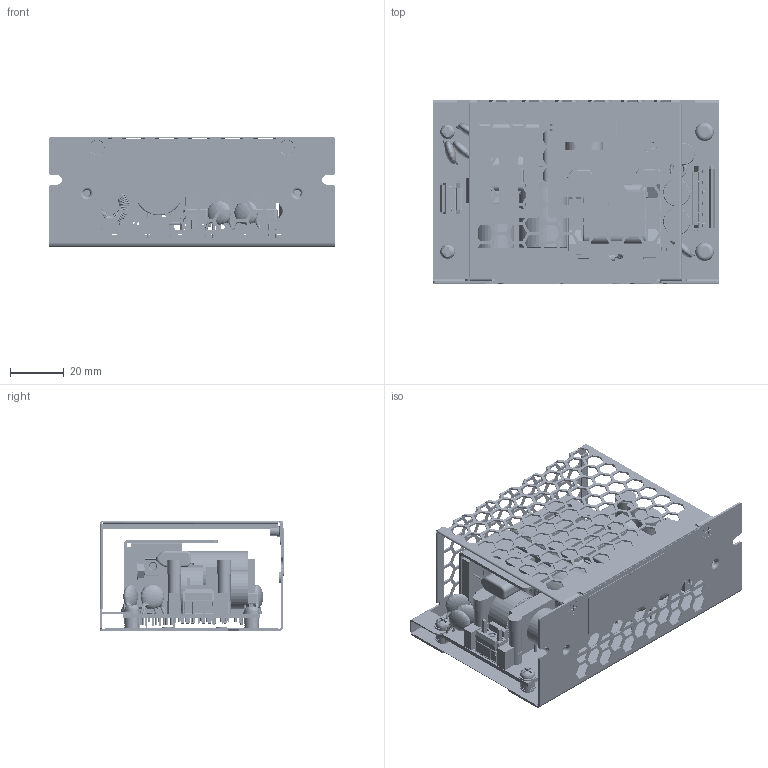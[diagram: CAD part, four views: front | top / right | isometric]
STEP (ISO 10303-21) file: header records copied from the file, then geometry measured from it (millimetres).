
FILE_DESCRIPTION((''),'2;1');
FILE_NAME('SPS6103_ASM201_ASM','2021-08-12T09:38:12',('FolsomT'),(''),'CREO PARAMETRIC BY PTC INC, 2017380','CREO PARAMETRIC BY PTC INC, 2017380','');
FILE_SCHEMA(('CONFIG_CONTROL_DESIGN'));
Length unit declared in the file: inch
Products named in the file (65): T100113572-LF_PCB; T100113572-LF_REV_P3_0816; PF561M016F110P; IHLP1212BZER3R3M11; 227DW322E-1P; 229REF022P_5X11; T100110826-LF_PCB; ATQ-2514; ATQ25_16_2F; T100113569-LF_ASM; SW-29D; SW-29D-1; P4EFD29_7; T100113570-LF_ASM; R46KI32200002K; T12_7X8X7_CORE; T100113566-LF_TAPE; T100113566-LF_WIRE; T100113566-LF_SPACER_FR4; T100113566-LF_INDUCTOR_ASM; T16X9X8_CORE; T100113567-LF_TAPE; T100113567-LF_WIRE; T100113567-LF_SPACER_FR4; T100113567-LF_INDUCTOR_ASM; 228AQ510KP; KM101M420K250A00HL; C-640445-6-AL-3D; C-641937-1-N-3D; R76PI2180DQ00J; B2B-ZR; FUSE_40014000000; LABEL; IPA60R120P7XKSA1_TO-220_3; T100113571_HEATSINK_ASM201; SUPPORT; T100113571_HEATSINK_ASM201_ASM; GBU8J-E3_45; SCREW_FLAT_M3X16; NUT_M3D125A_3 ...
Assembly tree (155 placements, depth 4):
  SPS6103_ASM201_ASM
    ASM201_OPEN_ASM
      T100113572-LF_PCB
      T100113572-LF_REV_P3_0816
      PF561M016F110P  x2
      IHLP1212BZER3R3M11
      227DW322E-1P  x6
      229REF022P_5X11
      T100110826-LF_PCB
      T100113569-LF_ASM
        ATQ-2514
        ATQ25_16_2F  x2
      T100113570-LF_ASM
        SW-29D
        SW-29D-1
        P4EFD29_7  x2
      R46KI32200002K  x2
      T100113566-LF_INDUCTOR_ASM
        T12_7X8X7_CORE
        T100113566-LF_TAPE
        T100113566-LF_WIRE  x38
        T100113566-LF_SPACER_FR4
      T100113567-LF_INDUCTOR_ASM
        T16X9X8_CORE
        T100113567-LF_TAPE
        T100113567-LF_WIRE  x38
        T100113567-LF_SPACER_FR4
      228AQ510KP
      KM101M420K250A00HL
      C-640445-6-AL-3D
      C-641937-1-N-3D
      R76PI2180DQ00J
      B2B-ZR
      FUSE_40014000000  x2
      LABEL
      IPA60R120P7XKSA1_TO-220_3
      T100113571_HEATSINK_ASM201_ASM
        T100113571_HEATSINK_ASM201
        SUPPORT
      GBU8J-E3_45
      SCREW_FLAT_M3X16
      M3_NUT_KIT_ASM
        NUT_M3D125A_3
        WASH_FLAT_M3D125A_3
      T100113568-LF_INDUCTOR
      1211_Q_F_TERMINAL
      3362P-1-101LF
      5X20_FUSE  x2
      CON-3_96-JST-P3-1
      CON-3_96-JST-P6
      PXC_1727023_02_MKDS-1-3-3-81_3D
      PXC_1727052_02_MKDS-1-6-3-81_3D
      CON-3_96-JST-P4
      PXC_1727036_02_MKDS-1-4-3-81_3D
    T100113575_CHASSIS_ASM
      T100113575_CHASSIS
      PEM_SOS-632-6  x4
    T100113576_COVER_ASM
      T100113576_COVER
    T100113577_INSULATOR_BOTTOM
Bounding box: 106 x 68.28 x 41 mm (x, y, z)
Volume: 73835 mm3; surface area: 116578.9 mm2
Topology: 153 solids, 156 shells, 6129 faces, 15421 edges, 9578 vertices
Faces by surface type: plane 3396, cylinder 1708, torus 761, bspline 124, sphere 68, cone 60, revolution 12
Entity records: 148411 total; most frequent: CARTESIAN_POINT 30291, ORIENTED_EDGE 24232, DIRECTION 23886, EDGE_CURVE 12120, VECTOR 9470, LINE 9470, VERTEX_POINT 7828, AXIS2_PLACEMENT_3D 7207
